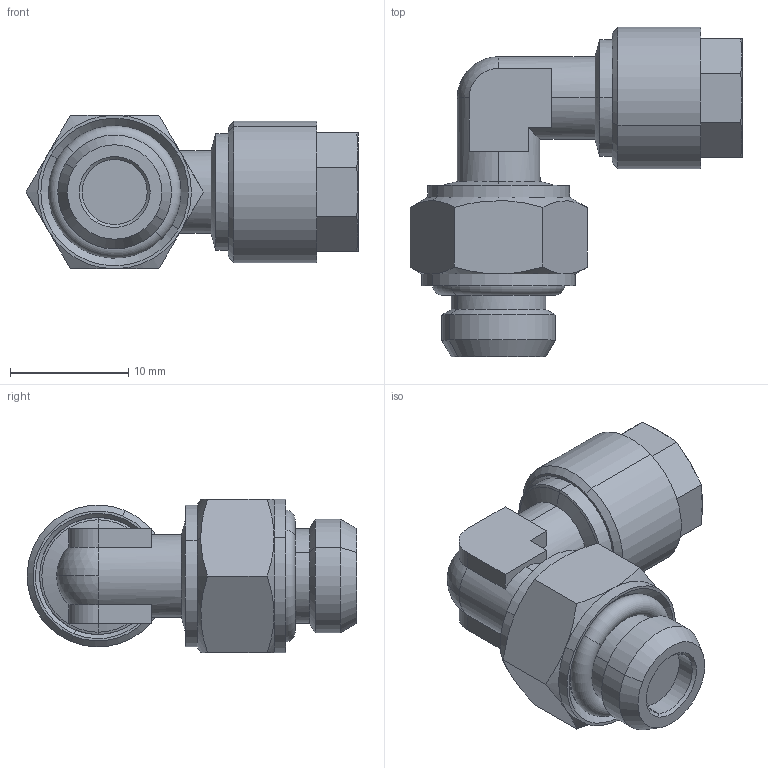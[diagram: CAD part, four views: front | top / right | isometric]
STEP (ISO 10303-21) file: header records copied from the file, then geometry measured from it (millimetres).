
FILE_DESCRIPTION(( 'MC.40.06.18.step' ), '1');
FILE_NAME( 'MC.40.06.18.step', '2018-11-13T11:36:56',( 'Sopra'),('sopra-pneumatic.com'), 'SwSTEP 2.0','SolidWorks 2009','' );
FILE_SCHEMA (( 'AUTOMOTIVE_DESIGN' ));
Length unit declared in the file: millimetre
Products named in the file (1): 0111500001
Bounding box: 28.11 x 27.89 x 13 mm (x, y, z)
Volume: 3402.4 mm3; surface area: 2000.9 mm2
Topology: 1 solids, 1 shells, 110 faces, 252 edges, 151 vertices
Faces by surface type: plane 37, cone 35, cylinder 24, torus 12, sphere 2
Entity records: 4436 total; most frequent: CARTESIAN_POINT 697, DIRECTION 553, ORIENTED_EDGE 504, EDGE_CURVE 252, AXIS2_PLACEMENT_3D 227, VERTEX_POINT 151, EDGE_LOOP 117, CIRCLE 116
